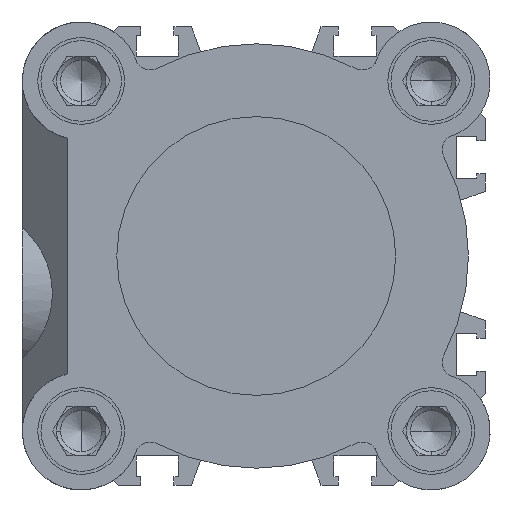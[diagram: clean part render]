
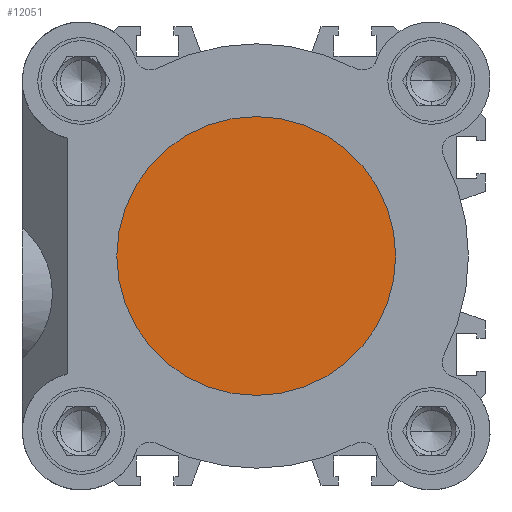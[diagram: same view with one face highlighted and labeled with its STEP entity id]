
A CAD part, left-side view. The second image highlights one B-rep face of the part: STEP entity #12051.
In plain terms, the highlighted face is planar.
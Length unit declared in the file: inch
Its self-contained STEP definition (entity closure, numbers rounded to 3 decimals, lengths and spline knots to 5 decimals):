
#9 = VERTEX_POINT ( 'NONE', #6511 ) ;
#218 = CARTESIAN_POINT ( 'NONE',  ( 1.41732, 0., 0. ) ) ;
#1259 = DIRECTION ( 'NONE',  ( 0., 0., 1. ) ) ;
#1402 = PLANE ( 'NONE',  #9253 ) ;
#2061 = VERTEX_POINT ( 'NONE', #11591 ) ;
#2811 = DIRECTION ( 'NONE',  ( -1., 0., 0. ) ) ;
#3368 = EDGE_LOOP ( 'NONE', ( #11597, #4864 ) ) ;
#4864 = ORIENTED_EDGE ( 'NONE', *, *, #9013, .F. ) ;
#5347 = CIRCLE ( 'NONE', #10499, 0.88583 ) ;
#5460 = DIRECTION ( 'NONE',  ( 0., 0., 1. ) ) ;
#6018 = FACE_OUTER_BOUND ( 'NONE', #3368, .T. ) ;
#6278 = EDGE_CURVE ( 'NONE', #9, #2061, #5347, .T. ) ;
#6511 = CARTESIAN_POINT ( 'NONE',  ( 1.41732, 0., 0.88583 ) ) ;
#7217 = CIRCLE ( 'NONE', #7433, 0.88583 ) ;
#7341 = DIRECTION ( 'NONE',  ( -1., 0., 0. ) ) ;
#7433 = AXIS2_PLACEMENT_3D ( 'NONE', #8913, #2811, #9937 ) ;
#8913 = CARTESIAN_POINT ( 'NONE',  ( 1.41732, 0., 0. ) ) ;
#9013 = EDGE_CURVE ( 'NONE', #2061, #9, #7217, .T. ) ;
#9253 = AXIS2_PLACEMENT_3D ( 'NONE', #9533, #11574, #5460 ) ;
#9533 = CARTESIAN_POINT ( 'NONE',  ( 1.41732, 0.88583, 0. ) ) ;
#9937 = DIRECTION ( 'NONE',  ( 0., 0., 1. ) ) ;
#10499 = AXIS2_PLACEMENT_3D ( 'NONE', #218, #7341, #1259 ) ;
#11574 = DIRECTION ( 'NONE',  ( -1., 0., 0. ) ) ;
#11591 = CARTESIAN_POINT ( 'NONE',  ( 1.41732, 0., -0.88583 ) ) ;
#11597 = ORIENTED_EDGE ( 'NONE', *, *, #6278, .F. ) ;
#12051 = ADVANCED_FACE ( 'NONE', ( #6018 ), #1402, .F. ) ;
